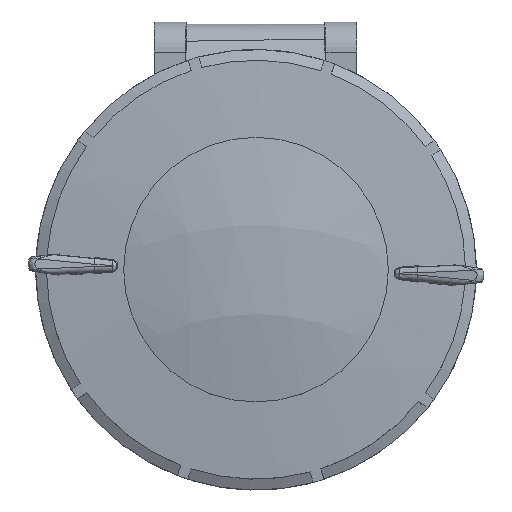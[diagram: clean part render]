
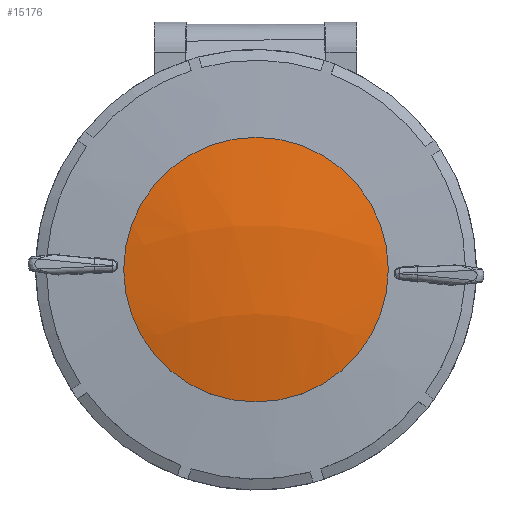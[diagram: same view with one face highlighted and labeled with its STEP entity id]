
A CAD part, top view. The second image highlights one B-rep face of the part: STEP entity #15176.
In plain terms, the highlighted spherical face has radius 111.343 mm.
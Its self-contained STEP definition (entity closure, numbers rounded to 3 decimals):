
#1048 = ORIENTED_EDGE ( 'NONE', *, *, #2624, .T. ) ;
#2020 = VERTEX_POINT ( 'NONE', #9205 ) ;
#2624 = EDGE_CURVE ( 'NONE', #2020, #8687, #7786, .T. ) ;
#3771 = DIRECTION ( 'NONE',  ( -1., 0., 0. ) ) ;
#4435 = CARTESIAN_POINT ( 'NONE',  ( 0.1, -0.005, -48.887 ) ) ;
#6009 = DIRECTION ( 'NONE',  ( 0., 0., 1. ) ) ;
#7368 = AXIS2_PLACEMENT_3D ( 'NONE', #19933, #6009, #15541 ) ;
#7482 = SPHERICAL_SURFACE ( 'NONE', #17833, 111.343 ) ;
#7786 = CIRCLE ( 'NONE', #18489, 24.2 ) ;
#8454 = EDGE_LOOP ( 'NONE', ( #13640, #1048 ) ) ;
#8687 = VERTEX_POINT ( 'NONE', #11201 ) ;
#8908 = DIRECTION ( 'NONE',  ( -1., 0., 0. ) ) ;
#9205 = CARTESIAN_POINT ( 'NONE',  ( 0.1, 24.195, 59.794 ) ) ;
#10624 = DIRECTION ( 'NONE',  ( 0., 0.423, -0.906 ) ) ;
#11064 = EDGE_CURVE ( 'NONE', #8687, #2020, #12241, .T. ) ;
#11201 = CARTESIAN_POINT ( 'NONE',  ( 0.1, -24.205, 59.794 ) ) ;
#11484 = CARTESIAN_POINT ( 'NONE',  ( 0.1, -0.005, 59.794 ) ) ;
#12241 = CIRCLE ( 'NONE', #7368, 24.2 ) ;
#13640 = ORIENTED_EDGE ( 'NONE', *, *, #11064, .T. ) ;
#15176 = ADVANCED_FACE ( 'NONE', ( #18331 ), #7482, .T. ) ;
#15541 = DIRECTION ( 'NONE',  ( -1., 0., 0. ) ) ;
#17673 = DIRECTION ( 'NONE',  ( 0., 0., 1. ) ) ;
#17833 = AXIS2_PLACEMENT_3D ( 'NONE', #4435, #10624, #8908 ) ;
#18331 = FACE_OUTER_BOUND ( 'NONE', #8454, .T. ) ;
#18489 = AXIS2_PLACEMENT_3D ( 'NONE', #11484, #17673, #3771 ) ;
#19933 = CARTESIAN_POINT ( 'NONE',  ( 0.1, -0.005, 59.794 ) ) ;
